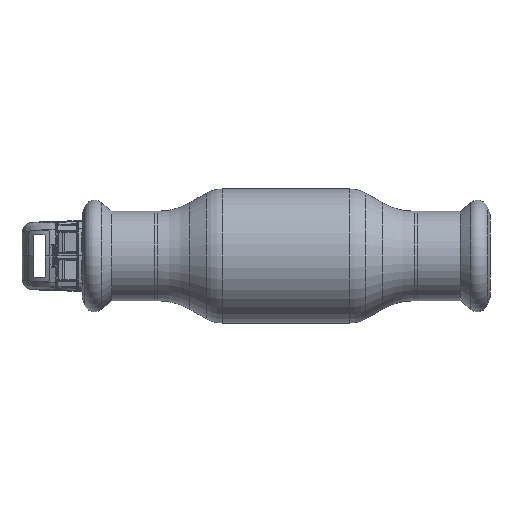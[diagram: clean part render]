
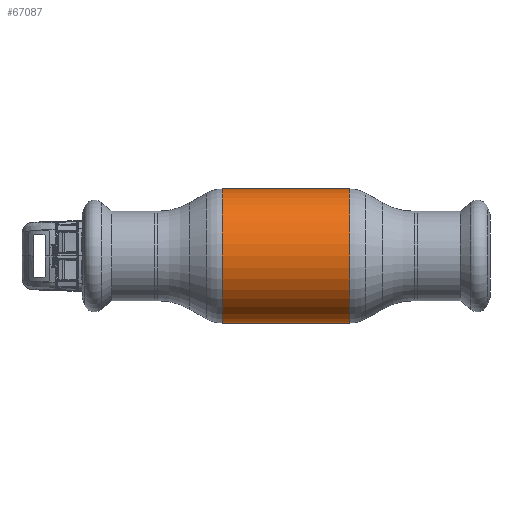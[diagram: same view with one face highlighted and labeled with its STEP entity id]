
A CAD part, front view. The second image highlights one B-rep face of the part: STEP entity #67087.
In plain terms, the highlighted cylindrical face has radius 19 mm (diameter 38 mm), a partial arc.
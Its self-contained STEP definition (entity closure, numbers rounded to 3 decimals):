
#433 = VERTEX_POINT ( 'NONE', #58223 ) ;
#748 = CIRCLE ( 'NONE', #25216, 19. ) ;
#2153 = EDGE_CURVE ( 'NONE', #67329, #433, #38592, .T. ) ;
#5745 = ORIENTED_EDGE ( 'NONE', *, *, #47965, .T. ) ;
#5974 = AXIS2_PLACEMENT_3D ( 'NONE', #13064, #24073, #39817 ) ;
#7076 = EDGE_LOOP ( 'NONE', ( #15803, #66697, #5745, #67878 ) ) ;
#8537 = CARTESIAN_POINT ( 'NONE',  ( -18.088, 0., 0. ) ) ;
#9931 = CIRCLE ( 'NONE', #5974, 19. ) ;
#9952 = CARTESIAN_POINT ( 'NONE',  ( 18.088, 0., -19. ) ) ;
#12108 = VECTOR ( 'NONE', #64620, 1000. ) ;
#12365 = CARTESIAN_POINT ( 'NONE',  ( 18.088, 0., 19. ) ) ;
#13064 = CARTESIAN_POINT ( 'NONE',  ( 18.088, 0., 0. ) ) ;
#15803 = ORIENTED_EDGE ( 'NONE', *, *, #2153, .F. ) ;
#17101 = FACE_OUTER_BOUND ( 'NONE', #7076, .T. ) ;
#24073 = DIRECTION ( 'NONE',  ( -1., 0., 0. ) ) ;
#25216 = AXIS2_PLACEMENT_3D ( 'NONE', #8537, #30589, #51522 ) ;
#30589 = DIRECTION ( 'NONE',  ( -1., 0., 0. ) ) ;
#31296 = CYLINDRICAL_SURFACE ( 'NONE', #40457, 19. ) ;
#37935 = CARTESIAN_POINT ( 'NONE',  ( -62.69, 0., 0. ) ) ;
#38404 = DIRECTION ( 'NONE',  ( -1., 0., 0. ) ) ;
#38592 = LINE ( 'NONE', #43869, #65497 ) ;
#39817 = DIRECTION ( 'NONE',  ( 0., 0., 1. ) ) ;
#39903 = VERTEX_POINT ( 'NONE', #42460 ) ;
#40457 = AXIS2_PLACEMENT_3D ( 'NONE', #37935, #38404, #48985 ) ;
#41191 = EDGE_CURVE ( 'NONE', #67329, #45425, #9931, .T. ) ;
#42460 = CARTESIAN_POINT ( 'NONE',  ( -18.088, 0., 19. ) ) ;
#43869 = CARTESIAN_POINT ( 'NONE',  ( -62.69, 0., -19. ) ) ;
#45425 = VERTEX_POINT ( 'NONE', #12365 ) ;
#47965 = EDGE_CURVE ( 'NONE', #45425, #39903, #63421, .T. ) ;
#48642 = CARTESIAN_POINT ( 'NONE',  ( -62.69, 0., 19. ) ) ;
#48985 = DIRECTION ( 'NONE',  ( 0., 0., 1. ) ) ;
#51161 = EDGE_CURVE ( 'NONE', #433, #39903, #748, .T. ) ;
#51522 = DIRECTION ( 'NONE',  ( 0., 0., 1. ) ) ;
#54225 = DIRECTION ( 'NONE',  ( -1., 0., 0. ) ) ;
#58223 = CARTESIAN_POINT ( 'NONE',  ( -18.088, 0., -19. ) ) ;
#63421 = LINE ( 'NONE', #48642, #12108 ) ;
#64620 = DIRECTION ( 'NONE',  ( -1., 0., 0. ) ) ;
#65497 = VECTOR ( 'NONE', #54225, 1000. ) ;
#66697 = ORIENTED_EDGE ( 'NONE', *, *, #41191, .T. ) ;
#67087 = ADVANCED_FACE ( 'NONE', ( #17101 ), #31296, .T. ) ;
#67329 = VERTEX_POINT ( 'NONE', #9952 ) ;
#67878 = ORIENTED_EDGE ( 'NONE', *, *, #51161, .F. ) ;
